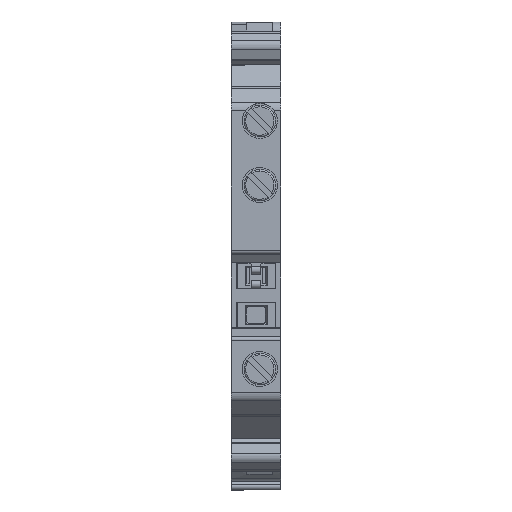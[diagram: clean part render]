
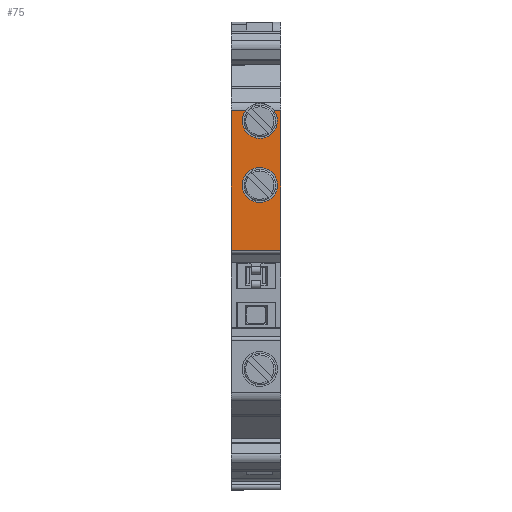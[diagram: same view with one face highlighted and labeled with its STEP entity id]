
A CAD part, top view. The second image highlights one B-rep face of the part: STEP entity #75.
In plain terms, the highlighted planar face has unit normal (0, 0, 1).
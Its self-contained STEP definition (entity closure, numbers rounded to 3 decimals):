
#75=ADVANCED_FACE('',(#450,#451),#452,.T.);
#450=FACE_OUTER_BOUND('',#1144,.T.);
#451=FACE_BOUND('',#1145,.T.);
#452=PLANE('',#1146);
#1144=EDGE_LOOP('',(#2274,#2275,#2276,#2277,#2278,#2279,#2280));
#1145=EDGE_LOOP('',(#2281,#2282));
#1146=AXIS2_PLACEMENT_3D('',#2283,#2284,#2285);
#2274=ORIENTED_EDGE('',*,*,#5158,.T.);
#2275=ORIENTED_EDGE('',*,*,#5010,.F.);
#2276=ORIENTED_EDGE('',*,*,#4989,.F.);
#2277=ORIENTED_EDGE('',*,*,#5159,.F.);
#2278=ORIENTED_EDGE('',*,*,#5142,.T.);
#2279=ORIENTED_EDGE('',*,*,#5013,.F.);
#2280=ORIENTED_EDGE('',*,*,#5160,.T.);
#2281=ORIENTED_EDGE('',*,*,#5161,.T.);
#2282=ORIENTED_EDGE('',*,*,#5162,.T.);
#2283=CARTESIAN_POINT('',(13.8,5.401,1.6));
#2284=DIRECTION('',(0.,0.,1.0));
#2285=DIRECTION('',(0.,1.0,0.));
#4989=EDGE_CURVE('',#6162,#6164,#6165,.T.);
#5010=EDGE_CURVE('',#6164,#6203,#6204,.T.);
#5013=EDGE_CURVE('',#6207,#6209,#6210,.T.);
#5142=EDGE_CURVE('',#6212,#6209,#6464,.T.);
#5158=EDGE_CURVE('',#6494,#6203,#6495,.T.);
#5159=EDGE_CURVE('',#6212,#6162,#6496,.T.);
#5160=EDGE_CURVE('',#6207,#6494,#6497,.T.);
#5161=EDGE_CURVE('',#6498,#6499,#6500,.T.);
#5162=EDGE_CURVE('',#6499,#6498,#6501,.T.);
#6162=VERTEX_POINT('',#7951);
#6164=VERTEX_POINT('',#7953);
#6165=LINE('',#7954,#7955);
#6203=VERTEX_POINT('',#7999);
#6204=LINE('',#8000,#8001);
#6207=VERTEX_POINT('',#8011);
#6209=VERTEX_POINT('',#8020);
#6210=LINE('',#8021,#8022);
#6212=VERTEX_POINT('',#8024);
#6464=LINE('',#8331,#8332);
#6494=VERTEX_POINT('',#8364);
#6495=CIRCLE('',#8365,2.175);
#6496=LINE('',#8366,#8367);
#6497=CIRCLE('',#8368,2.175);
#6498=VERTEX_POINT('',#8369);
#6499=VERTEX_POINT('',#8370);
#6500=CIRCLE('',#8371,2.175);
#6501=CIRCLE('',#8372,2.175);
#7951=CARTESIAN_POINT('',(7.65,-0.221,1.6));
#7953=CARTESIAN_POINT('',(7.65,17.008,1.6));
#7954=CARTESIAN_POINT('',(7.65,-0.221,1.6));
#7955=VECTOR('',#10300,17.229);
#7999=CARTESIAN_POINT('',(9.423,17.008,1.6));
#8000=CARTESIAN_POINT('',(7.65,17.008,1.6));
#8001=VECTOR('',#10349,1.773);
#8011=CARTESIAN_POINT('',(12.977,17.008,1.6));
#8020=CARTESIAN_POINT('',(13.8,17.008,1.6));
#8021=CARTESIAN_POINT('',(12.977,17.008,1.6));
#8022=VECTOR('',#10350,0.823);
#8024=CARTESIAN_POINT('',(13.8,-0.221,1.6));
#8331=CARTESIAN_POINT('',(13.8,-0.221,1.6));
#8332=VECTOR('',#10625,17.229);
#8364=CARTESIAN_POINT('',(11.2,13.579,1.6));
#8365=AXIS2_PLACEMENT_3D('',#10667,#10668,#10669);
#8366=CARTESIAN_POINT('',(13.8,-0.221,1.6));
#8367=VECTOR('',#10670,6.15);
#8368=AXIS2_PLACEMENT_3D('',#10671,#10672,#10673);
#8369=CARTESIAN_POINT('',(11.2,10.004,1.6));
#8370=CARTESIAN_POINT('',(11.2,5.654,1.6));
#8371=AXIS2_PLACEMENT_3D('',#10674,#10675,#10676);
#8372=AXIS2_PLACEMENT_3D('',#10677,#10678,#10679);
#10300=DIRECTION('',(0.,1.0,0.));
#10349=DIRECTION('',(1.0,0.0,0.));
#10350=DIRECTION('',(1.0,0.,0.));
#10625=DIRECTION('',(0.,1.0,0.));
#10667=CARTESIAN_POINT('',(11.2,15.754,1.6));
#10668=DIRECTION('',(0.,0.,-1.0));
#10669=DIRECTION('',(0.,-1.0,0.));
#10670=DIRECTION('',(-1.0,0.0,0.));
#10671=CARTESIAN_POINT('',(11.2,15.754,1.6));
#10672=DIRECTION('',(0.,0.,-1.0));
#10673=DIRECTION('',(0.817,0.576,0.));
#10674=CARTESIAN_POINT('',(11.2,7.829,1.6));
#10675=DIRECTION('',(0.,0.,-1.0));
#10676=DIRECTION('',(0.,1.0,0.));
#10677=CARTESIAN_POINT('',(11.2,7.829,1.6));
#10678=DIRECTION('',(0.,0.,-1.0));
#10679=DIRECTION('',(0.,-1.0,0.));
